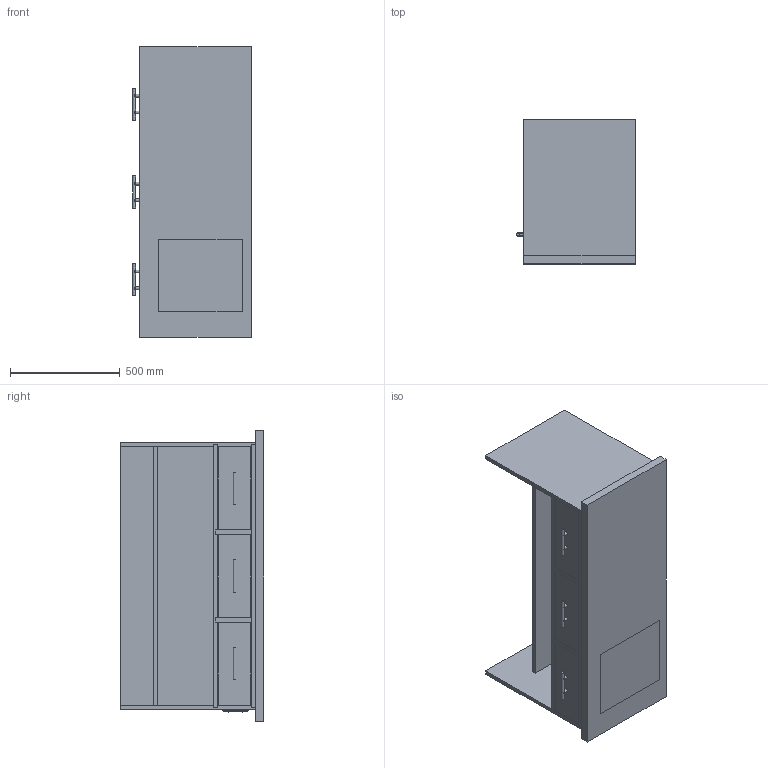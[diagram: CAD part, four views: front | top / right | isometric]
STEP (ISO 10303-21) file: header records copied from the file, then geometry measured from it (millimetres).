
FILE_DESCRIPTION(/* description */ (''),/* implementation_level */ '2;1');
FILE_NAME(/* name */ 'cab 5 assembly.stp',/* time_stamp */ '2019-04-09T19:17:28-04:00',/* author */ ('Mark'),/* organization */ (''),/* preprocessor_version */ 'ST-DEVELOPER v16.1',/* originating_system */ 'Autodesk Inventor 2016',/* authorisation */ '');
FILE_SCHEMA (('AUTOMOTIVE_DESIGN { 1 0 10303 214 3 1 1 }'));
Length unit declared in the file: inch
Products named in the file (22): cab 5 lower shelf; cab 5 upper shelf bottom; cab 5 shelf separators; cab 5 sides; cab 5 back; cab 5 top; glass; WALL PLATE; switch; screw; cab 5 sidesA; frame1; frame2; Frame_Assy; drawer large front; drawer large side; drawer bottom; drawer large front_inside; drawer large back; bar handles; drawer large assembly; cab 5 assembly
Assembly tree (28 placements, depth 3):
  cab 5 assembly
    cab 5 lower shelf
    cab 5 upper shelf bottom
    cab 5 shelf separators  x2
    cab 5 sides
    cab 5 back
    cab 5 top
    glass
    WALL PLATE
    switch
    screw  x2
    cab 5 sidesA
    Frame_Assy
      frame1  x2
      frame2  x2
    drawer large assembly  x3
      drawer large front
      drawer large side
      drawer bottom
      drawer large front_inside
      drawer large back
      bar handles
Bounding box: 539.75 x 654.05 x 1320.8 mm (x, y, z)
Volume: 76754607.9 mm3; surface area: 10380370.7 mm2
Topology: 38 solids, 38 shells, 412 faces, 960 edges, 624 vertices
Faces by surface type: plane 339, cylinder 45, cone 16, bspline 12
Full cylindrical faces by diameter (mm): 3.175 x6, 4.762 x2, 7.087 x2, 8 x6, 12.7 x9
Entity records: 8179 total; most frequent: CARTESIAN_POINT 2525, DIRECTION 1055, ORIENTED_EDGE 1026, EDGE_CURVE 513, LINE 413, VECTOR 413, VERTEX_POINT 341, AXIS2_PLACEMENT_3D 321
